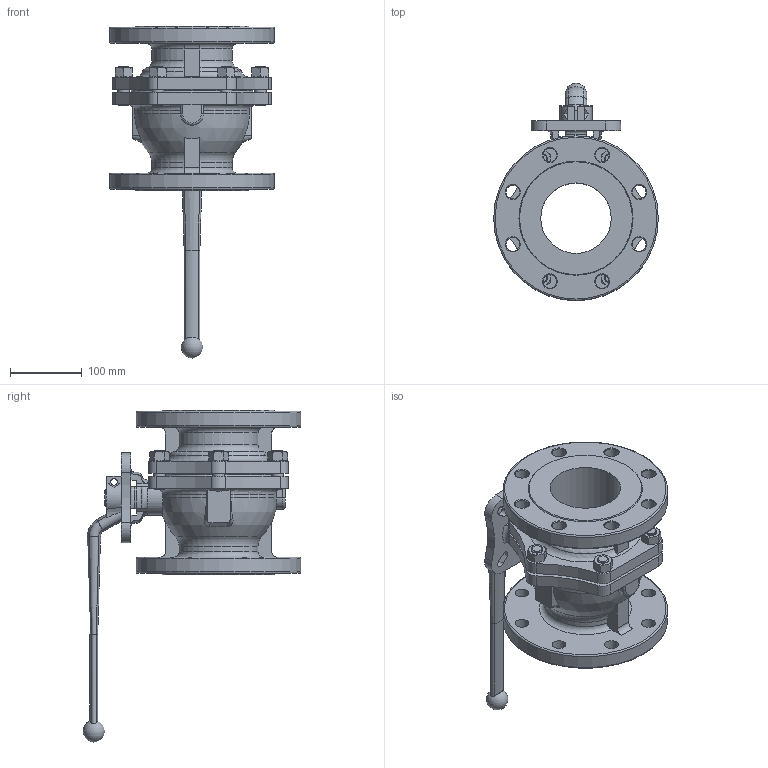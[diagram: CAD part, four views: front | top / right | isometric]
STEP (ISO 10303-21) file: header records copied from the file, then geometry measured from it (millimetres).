
FILE_DESCRIPTION(/* description */ ('STEP AP214'),/* implementation_level */ '2;1');
FILE_NAME(/* name */ '8097475_VZBF-4-P1-20-D-2-F1012-M-V15V15',/* time_stamp */ '2024-09-18T02:32:11+02:00',/* author */ ('License CC BY-ND 4.0'),/* organization */ ('CADENAS'),/* preprocessor_version */ 'ST-DEVELOPER v19.3',/* originating_system */ 'PARTsolutions',/* authorisation */ ' ');
FILE_SCHEMA (('AUTOMOTIVE_DESIGN {1 0 10303 214 3 1 1}'));
Length unit declared in the file: millimetre
Products named in the file (3): 8097475 VZBF-4-P1-20-D-2-F1012-M-V15V15; 4810860 VZBF-4-P1-20-D-2-F1012-V15V15; 4895986 VAOH-F9-22-H9-A
Assembly tree (2 placements, depth 2):
  8097475 VZBF-4-P1-20-D-2-F1012-M-V15V15
    4810860 VZBF-4-P1-20-D-2-F1012-V15V15
    4895986 VAOH-F9-22-H9-A
Bounding box: 229 x 302.98 x 462 mm (x, y, z)
Volume: 3806460.9 mm3; surface area: 473768.1 mm2
Topology: 2 solids, 2 shells, 499 faces, 1312 edges, 837 vertices
Faces by surface type: plane 196, cylinder 151, cone 114, torus 36, sphere 2
Full cylindrical faces by diameter (mm): 9 x2, 12 x1, 16 x18, 17.5 x6, 19 x16, 49 x1, 57 x1, 98 x1, 229 x2
Entity records: 15436 total; most frequent: CARTESIAN_POINT 3510, DIRECTION 2443, ORIENTED_EDGE 2394, EDGE_CURVE 1197, AXIS2_PLACEMENT_3D 988, VERTEX_POINT 811, EDGE_LOOP 678, FACE_BOUND 678
